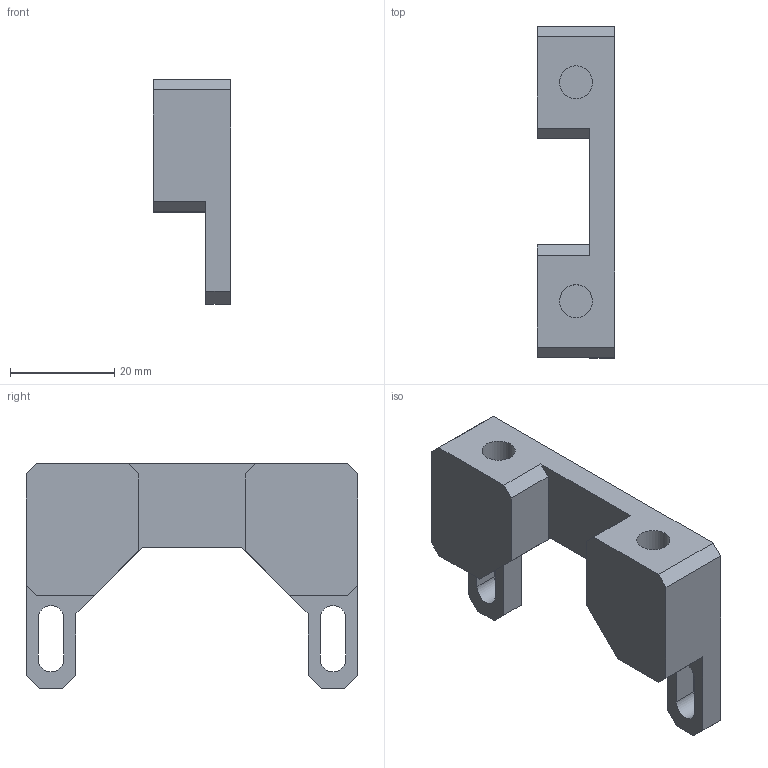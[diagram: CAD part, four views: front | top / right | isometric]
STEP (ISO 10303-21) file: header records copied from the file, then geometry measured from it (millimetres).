
FILE_DESCRIPTION(/* description */ ('UIP DISPLAY PRESSURE FOOT'),/* implementation_level */ '2;1');
FILE_NAME(/* name */ 'FDM_OH1A1-22_MOD_A - UIP DISPLAY PRESSURE FOOT v2.step',/* time_stamp */ '2024-09-18T16:07:43+02:00',/* author */ (''),/* organization */ (''),/* preprocessor_version */ 'ST-DEVELOPER v20',/* originating_system */ 'Autodesk Translation Framework v13.14.0.145',/* authorisation */ '');
FILE_SCHEMA (('AUTOMOTIVE_DESIGN { 1 0 10303 214 3 1 1 }'));
Length unit declared in the file: inch
Products named in the file (1): OH1A1-22
Bounding box: 14.76 x 63.5 x 43.08 mm (x, y, z)
Volume: 16958.6 mm3; surface area: 6656 mm2
Topology: 1 solids, 1 shells, 44 faces, 120 edges, 80 vertices
Faces by surface type: plane 38, cylinder 6
Full cylindrical faces by diameter (mm): 6.35 x2
Entity records: 1426 total; most frequent: CARTESIAN_POINT 245, ORIENTED_EDGE 240, DIRECTION 222, EDGE_CURVE 120, LINE 108, VECTOR 108, VERTEX_POINT 80, AXIS2_PLACEMENT_3D 57
